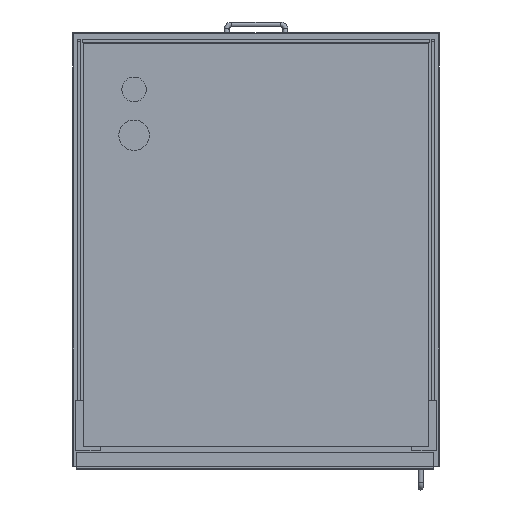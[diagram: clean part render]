
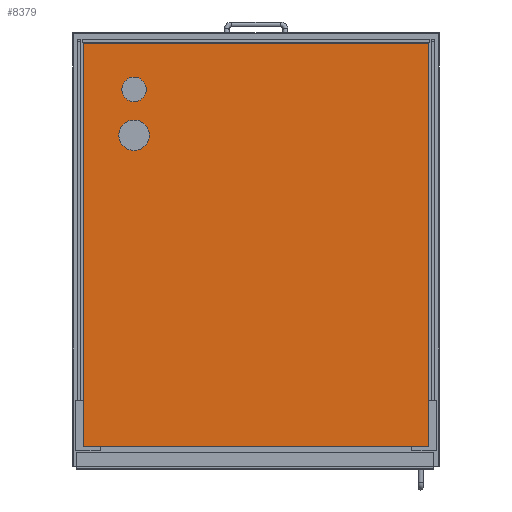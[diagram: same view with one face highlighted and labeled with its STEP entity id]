
A CAD part, front view. The second image highlights one B-rep face of the part: STEP entity #8379.
In plain terms, the highlighted planar face has unit normal (0, -1, 0).
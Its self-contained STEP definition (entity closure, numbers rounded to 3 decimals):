
#293 = CARTESIAN_POINT ( 'NONE',  ( 282.5, 0., -330. ) ) ;
#514 = VECTOR ( 'NONE', #7984, 1000. ) ;
#751 = CARTESIAN_POINT ( 'NONE',  ( 0., 0., 0. ) ) ;
#1023 = CARTESIAN_POINT ( 'NONE',  ( -282.5, 0., 330. ) ) ;
#1061 = CARTESIAN_POINT ( 'NONE',  ( -282.5, 0., -330. ) ) ;
#1224 = EDGE_CURVE ( 'NONE', #7852, #2771, #10249, .T. ) ;
#2771 = VERTEX_POINT ( 'NONE', #12180 ) ;
#3672 = ORIENTED_EDGE ( 'NONE', *, *, #11010, .F. ) ;
#4078 = CARTESIAN_POINT ( 'NONE',  ( -282.5, 0., -330. ) ) ;
#4194 = VERTEX_POINT ( 'NONE', #12434 ) ;
#4601 = EDGE_CURVE ( 'NONE', #12305, #4194, #10605, .T. ) ;
#5450 = VECTOR ( 'NONE', #8281, 1000. ) ;
#5615 = AXIS2_PLACEMENT_3D ( 'NONE', #751, #7674, #7885 ) ;
#6710 = ORIENTED_EDGE ( 'NONE', *, *, #10456, .F. ) ;
#6927 = CARTESIAN_POINT ( 'NONE',  ( 282.5, 0., -330. ) ) ;
#7642 = LINE ( 'NONE', #6927, #11205 ) ;
#7674 = DIRECTION ( 'NONE',  ( 0., 1., 0. ) ) ;
#7852 = VERTEX_POINT ( 'NONE', #1023 ) ;
#7885 = DIRECTION ( 'NONE',  ( 0., 0., 1. ) ) ;
#7984 = DIRECTION ( 'NONE',  ( 0., 0., 1. ) ) ;
#8214 = DIRECTION ( 'NONE',  ( 1., 0., 0. ) ) ;
#8281 = DIRECTION ( 'NONE',  ( -1., 0., 0. ) ) ;
#8379 = ADVANCED_FACE ( 'NONE', ( #10132 ), #11709, .F. ) ;
#9300 = CARTESIAN_POINT ( 'NONE',  ( -282.5, 0., 330. ) ) ;
#9963 = LINE ( 'NONE', #1061, #514 ) ;
#10132 = FACE_OUTER_BOUND ( 'NONE', #11083, .T. ) ;
#10249 = LINE ( 'NONE', #9300, #12575 ) ;
#10456 = EDGE_CURVE ( 'NONE', #4194, #7852, #9963, .T. ) ;
#10605 = LINE ( 'NONE', #4078, #5450 ) ;
#11010 = EDGE_CURVE ( 'NONE', #2771, #12305, #7642, .T. ) ;
#11083 = EDGE_LOOP ( 'NONE', ( #3672, #12570, #6710, #12337 ) ) ;
#11205 = VECTOR ( 'NONE', #12823, 1000. ) ;
#11709 = PLANE ( 'NONE',  #5615 ) ;
#12180 = CARTESIAN_POINT ( 'NONE',  ( 282.5, 0., 330. ) ) ;
#12305 = VERTEX_POINT ( 'NONE', #293 ) ;
#12337 = ORIENTED_EDGE ( 'NONE', *, *, #4601, .F. ) ;
#12434 = CARTESIAN_POINT ( 'NONE',  ( -282.5, 0., -330. ) ) ;
#12570 = ORIENTED_EDGE ( 'NONE', *, *, #1224, .F. ) ;
#12575 = VECTOR ( 'NONE', #8214, 1000. ) ;
#12823 = DIRECTION ( 'NONE',  ( 0., 0., -1. ) ) ;
